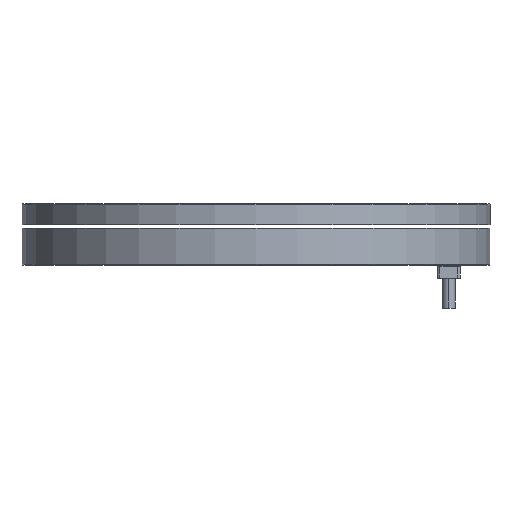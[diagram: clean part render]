
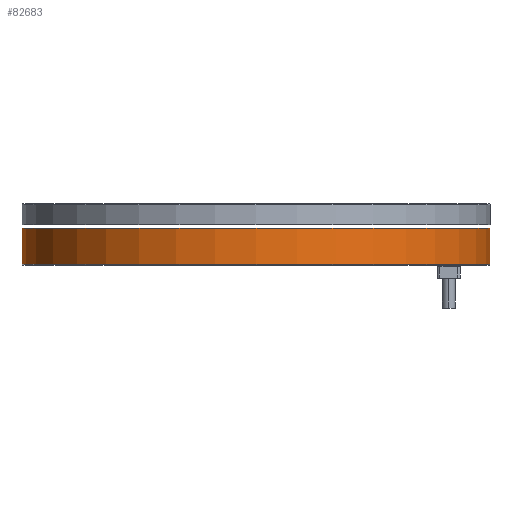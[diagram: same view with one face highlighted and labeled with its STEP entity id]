
A CAD part, front view. The second image highlights one B-rep face of the part: STEP entity #82683.
In plain terms, the highlighted cylindrical face has radius 62.5 mm (diameter 125 mm), a partial arc.
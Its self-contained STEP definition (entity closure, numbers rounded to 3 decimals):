
#6661 = EDGE_CURVE ( 'NONE', #17639, #86404, #37648, .T. ) ;
#7145 = EDGE_CURVE ( 'NONE', #30302, #17639, #89351, .T. ) ;
#9726 = CARTESIAN_POINT ( 'NONE',  ( 0., 0., 9.8 ) ) ;
#13562 = ORIENTED_EDGE ( 'NONE', *, *, #66432, .T. ) ;
#15552 = CARTESIAN_POINT ( 'NONE',  ( 62.5, 0., 0.2 ) ) ;
#15772 = ORIENTED_EDGE ( 'NONE', *, *, #6661, .F. ) ;
#15793 = ORIENTED_EDGE ( 'NONE', *, *, #7145, .F. ) ;
#16670 = DIRECTION ( 'NONE',  ( 0., 0., -1. ) ) ;
#16812 = CARTESIAN_POINT ( 'NONE',  ( -62.5, 0., 9.8 ) ) ;
#17639 = VERTEX_POINT ( 'NONE', #94207 ) ;
#19655 = CARTESIAN_POINT ( 'NONE',  ( 62.5, 0., 9.8 ) ) ;
#20326 = DIRECTION ( 'NONE',  ( 0., 0., 1. ) ) ;
#21845 = AXIS2_PLACEMENT_3D ( 'NONE', #43771, #20326, #43125 ) ;
#22487 = ORIENTED_EDGE ( 'NONE', *, *, #97856, .T. ) ;
#26529 = CARTESIAN_POINT ( 'NONE',  ( -62.5, 0., 9.8 ) ) ;
#30302 = VERTEX_POINT ( 'NONE', #26529 ) ;
#30416 = CARTESIAN_POINT ( 'NONE',  ( 0., 0., 9.8 ) ) ;
#32367 = DIRECTION ( 'NONE',  ( 0., 0., -1. ) ) ;
#34055 = VECTOR ( 'NONE', #63958, 1000. ) ;
#37648 = LINE ( 'NONE', #19655, #34055 ) ;
#37847 = FACE_OUTER_BOUND ( 'NONE', #55164, .T. ) ;
#39089 = CYLINDRICAL_SURFACE ( 'NONE', #48735, 62.5 ) ;
#43125 = DIRECTION ( 'NONE',  ( 1., 0., 0. ) ) ;
#43771 = CARTESIAN_POINT ( 'NONE',  ( 0., 0., 0.2 ) ) ;
#44911 = DIRECTION ( 'NONE',  ( 0., 0., 1. ) ) ;
#46847 = CIRCLE ( 'NONE', #21845, 62.5 ) ;
#48735 = AXIS2_PLACEMENT_3D ( 'NONE', #9726, #16670, #78144 ) ;
#55164 = EDGE_LOOP ( 'NONE', ( #15772, #15793, #13562, #22487 ) ) ;
#63958 = DIRECTION ( 'NONE',  ( 0., 0., -1. ) ) ;
#66432 = EDGE_CURVE ( 'NONE', #30302, #89852, #79639, .T. ) ;
#74999 = DIRECTION ( 'NONE',  ( 1., 0., 0. ) ) ;
#78144 = DIRECTION ( 'NONE',  ( -1., 0., 0. ) ) ;
#79639 = LINE ( 'NONE', #16812, #93829 ) ;
#82683 = ADVANCED_FACE ( 'NONE', ( #37847 ), #39089, .T. ) ;
#86404 = VERTEX_POINT ( 'NONE', #15552 ) ;
#89351 = CIRCLE ( 'NONE', #93896, 62.5 ) ;
#89852 = VERTEX_POINT ( 'NONE', #97495 ) ;
#93829 = VECTOR ( 'NONE', #32367, 1000. ) ;
#93896 = AXIS2_PLACEMENT_3D ( 'NONE', #30416, #44911, #74999 ) ;
#94207 = CARTESIAN_POINT ( 'NONE',  ( 62.5, 0., 9.8 ) ) ;
#97495 = CARTESIAN_POINT ( 'NONE',  ( -62.5, 0., 0.2 ) ) ;
#97856 = EDGE_CURVE ( 'NONE', #89852, #86404, #46847, .T. ) ;
